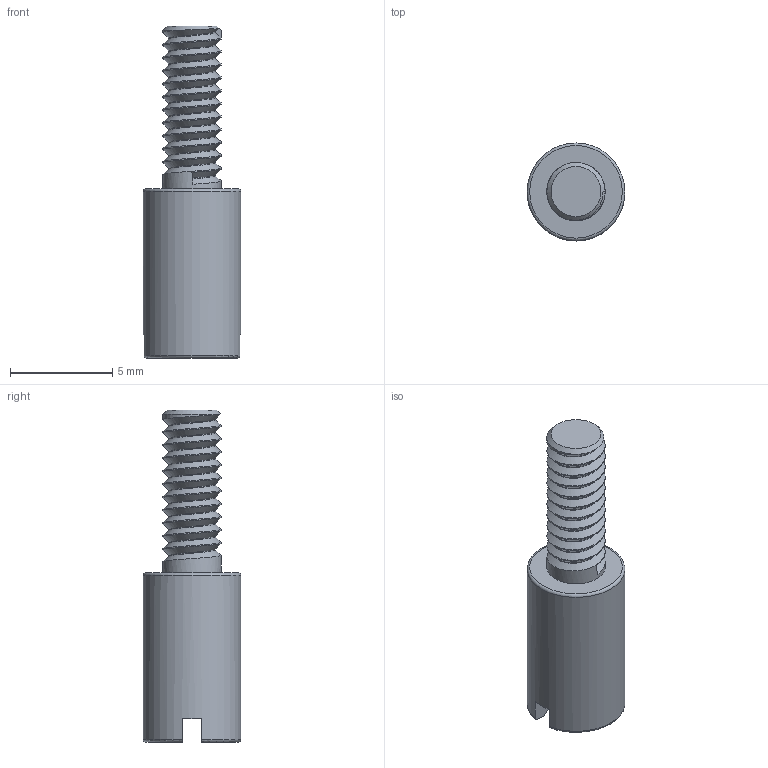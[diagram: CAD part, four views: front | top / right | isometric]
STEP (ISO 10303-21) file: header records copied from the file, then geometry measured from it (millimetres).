
FILE_DESCRIPTION (( 'STEP AP214' ), '1' );
FILE_NAME ('18118r3.STEP', '2011-07-05T17:24:59', ( 'Vicor User' ), ( 'Microsoft' ), 'SwSTEP 2.0', 'SolidWorks 2010', '' );
FILE_SCHEMA (( 'AUTOMOTIVE_DESIGN' ));
Length unit declared in the file: inch
Products named in the file (1): 18118r3
Bounding box: 4.78 x 4.78 x 16.21 mm (x, y, z)
Volume: 145.9 mm3; surface area: 343.6 mm2
Topology: 1 solids, 1 shells, 54 faces, 154 edges, 102 vertices
Faces by surface type: cylinder 26, plane 15, bspline 6, cone 4, torus 3
Full cylindrical faces by diameter (mm): 2.261 x4, 2.845 x11, 4.775 x1
Entity records: 3600 total; most frequent: CARTESIAN_POINT 2790, ORIENTED_EDGE 172, DIRECTION 126, EDGE_CURVE 86, VERTEX_POINT 59, AXIS2_PLACEMENT_3D 48, EDGE_LOOP 41, FACE_OUTER_BOUND 39
